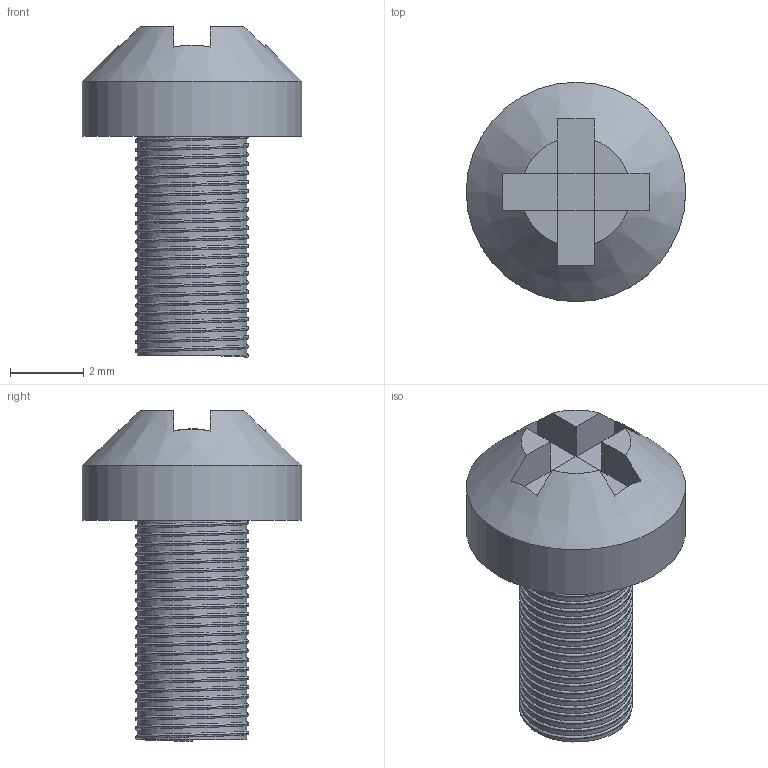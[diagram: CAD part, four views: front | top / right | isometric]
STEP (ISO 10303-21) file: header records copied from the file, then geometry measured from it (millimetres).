
FILE_DESCRIPTION(('FreeCAD Model'),'2;1');
FILE_NAME('Screw.step', '2017-07-30T13:24:22',('kicad StepUp'),('ksu MCAD'), 'Open CASCADE STEP processor 7.1','FreeCAD','Unknown');
FILE_SCHEMA(('AUTOMOTIVE_DESIGN_CC2 { 1 2 10303 214 -1 1 5 4 }'));
Length unit declared in the file: millimetre
Products named in the file (1): Screw
Bounding box: 6 x 6 x 9.05 mm (x, y, z)
Volume: 104 mm3; surface area: 175.5 mm2
Topology: 1 solids, 1 shells, 100 faces, 211 edges, 114 vertices
Faces by surface type: bspline 48, cylinder 26, plane 25, cone 1
Full cylindrical faces by diameter (mm): 3 x23, 6 x1
Entity records: 13632 total; most frequent: CARTESIAN_POINT 12015, ORIENTED_EDGE 422, DIRECTION 214, EDGE_CURVE 211, VERTEX_POINT 114, FACE_BOUND 101, EDGE_LOOP 101, ADVANCED_FACE 100
